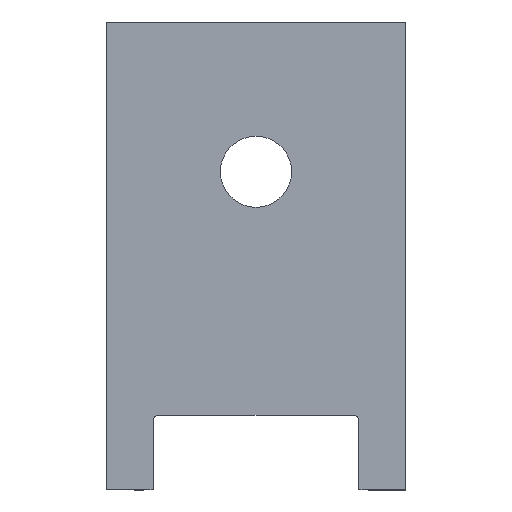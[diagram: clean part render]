
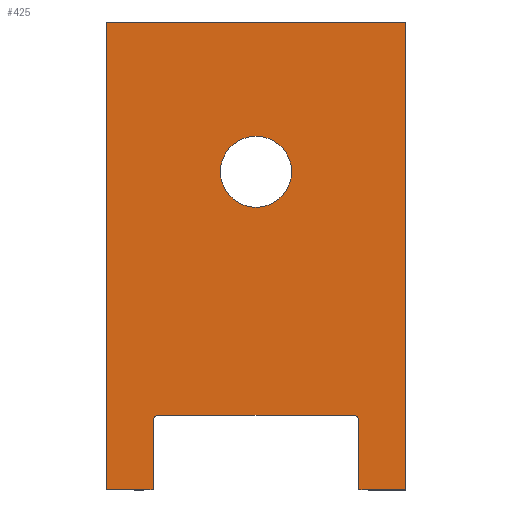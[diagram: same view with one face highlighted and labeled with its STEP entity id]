
A CAD part, front view. The second image highlights one B-rep face of the part: STEP entity #425.
In plain terms, the highlighted planar face has unit normal (0, -1, 0).
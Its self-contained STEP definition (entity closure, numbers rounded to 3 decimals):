
#70=CARTESIAN_POINT('',(5.412,-1.,3.912));
#71=VERTEX_POINT('',#70);
#80=CARTESIAN_POINT('',(5.2,-1.,4.));
#81=VERTEX_POINT('',#80);
#82=CARTESIAN_POINT('',(5.2,-1.,3.7));
#83=DIRECTION('',(0.,-1.0,0.));
#84=DIRECTION('',(0.707,0.,0.707));
#85=AXIS2_PLACEMENT_3D('',#82,#83,#84);
#86=CIRCLE('',#85,0.3);
#87=EDGE_CURVE('',#71,#81,#86,.T.);
#112=CARTESIAN_POINT('',(-5.412,-1.,3.912));
#113=VERTEX_POINT('',#112);
#122=CARTESIAN_POINT('',(-5.5,-1.,3.7));
#123=VERTEX_POINT('',#122);
#124=CARTESIAN_POINT('',(-5.2,-1.,3.7));
#125=DIRECTION('',(0.,-1.0,0.));
#126=DIRECTION('',(-0.707,0.,0.707));
#127=AXIS2_PLACEMENT_3D('',#124,#125,#126);
#128=CIRCLE('',#127,0.3);
#129=EDGE_CURVE('',#113,#123,#128,.T.);
#154=CARTESIAN_POINT('',(0.,-1.,18.9));
#155=VERTEX_POINT('',#154);
#164=CARTESIAN_POINT('',(0.,-1.,15.1));
#165=VERTEX_POINT('',#164);
#166=CARTESIAN_POINT('',(0.,-1.,17.0));
#167=DIRECTION('',(0.0,1.0,0.0));
#168=DIRECTION('',(0.0,0.0,1.0));
#169=AXIS2_PLACEMENT_3D('',#166,#167,#168);
#170=CIRCLE('',#169,1.9);
#171=EDGE_CURVE('',#165,#155,#170,.T.);
#197=CARTESIAN_POINT('',(-5.5,-1.,0.0));
#198=VERTEX_POINT('',#197);
#199=CARTESIAN_POINT('',(-5.5,-1.,0.0));
#200=DIRECTION('',(0.0,0.0,1.0));
#201=VECTOR('',#200,3.7);
#202=LINE('',#199,#201);
#203=EDGE_CURVE('',#198,#123,#202,.T.);
#229=CARTESIAN_POINT('',(5.5,-1.,3.7));
#230=VERTEX_POINT('',#229);
#245=CARTESIAN_POINT('',(5.5,-1.0,0.0));
#246=VERTEX_POINT('',#245);
#253=CARTESIAN_POINT('',(5.5,-1.,3.7));
#254=DIRECTION('',(0.0,0.0,-1.0));
#255=VECTOR('',#254,3.7);
#256=LINE('',#253,#255);
#257=EDGE_CURVE('',#230,#246,#256,.T.);
#344=CARTESIAN_POINT('',(-8.,-1.,25.));
#345=DIRECTION('',(0.0,-1.0,0.0));
#346=DIRECTION('',(0.0,0.0,-1.0));
#347=AXIS2_PLACEMENT_3D('',#344,#345,#346);
#348=PLANE('',#347);
#349=ORIENTED_EDGE('',*,*,#203,.T.);
#350=ORIENTED_EDGE('',*,*,#129,.F.);
#351=CARTESIAN_POINT('',(-5.2,-1.,4.0));
#352=VERTEX_POINT('',#351);
#353=CARTESIAN_POINT('',(-5.2,-1.,3.7));
#354=DIRECTION('',(0.,-1.0,0.));
#355=DIRECTION('',(-0.707,0.,0.707));
#356=AXIS2_PLACEMENT_3D('',#353,#354,#355);
#357=CIRCLE('',#356,0.3);
#358=EDGE_CURVE('',#352,#113,#357,.T.);
#359=ORIENTED_EDGE('',*,*,#358,.F.);
#360=CARTESIAN_POINT('',(-5.2,-1.,4.0));
#361=DIRECTION('',(1.0,0.0,0.0));
#362=VECTOR('',#361,10.4);
#363=LINE('',#360,#362);
#364=EDGE_CURVE('',#352,#81,#363,.T.);
#365=ORIENTED_EDGE('',*,*,#364,.T.);
#366=ORIENTED_EDGE('',*,*,#87,.F.);
#367=CARTESIAN_POINT('',(5.2,-1.,3.7));
#368=DIRECTION('',(0.,-1.0,0.));
#369=DIRECTION('',(0.707,0.,0.707));
#370=AXIS2_PLACEMENT_3D('',#367,#368,#369);
#371=CIRCLE('',#370,0.3);
#372=EDGE_CURVE('',#230,#71,#371,.T.);
#373=ORIENTED_EDGE('',*,*,#372,.F.);
#374=ORIENTED_EDGE('',*,*,#257,.T.);
#375=CARTESIAN_POINT('',(8.,-1.0,0.0));
#376=VERTEX_POINT('',#375);
#377=CARTESIAN_POINT('',(5.5,-1.0,0.0));
#378=DIRECTION('',(1.0,0.0,0.0));
#379=VECTOR('',#378,2.5);
#380=LINE('',#377,#379);
#381=EDGE_CURVE('',#246,#376,#380,.T.);
#382=ORIENTED_EDGE('',*,*,#381,.T.);
#383=CARTESIAN_POINT('',(8.,-1.,25.0));
#384=VERTEX_POINT('',#383);
#385=CARTESIAN_POINT('',(8.,-1.,25.0));
#386=DIRECTION('',(0.0,0.0,-1.0));
#387=VECTOR('',#386,25.0);
#388=LINE('',#385,#387);
#389=EDGE_CURVE('',#384,#376,#388,.T.);
#390=ORIENTED_EDGE('',*,*,#389,.F.);
#391=CARTESIAN_POINT('',(-8.,-1.,25.));
#392=VERTEX_POINT('',#391);
#393=CARTESIAN_POINT('',(-8.,-1.,25.));
#394=DIRECTION('',(1.0,0.0,0.0));
#395=VECTOR('',#394,16.0);
#396=LINE('',#393,#395);
#397=EDGE_CURVE('',#392,#384,#396,.T.);
#398=ORIENTED_EDGE('',*,*,#397,.F.);
#399=CARTESIAN_POINT('',(-8.0,-1.0,0.0));
#400=VERTEX_POINT('',#399);
#401=CARTESIAN_POINT('',(-8.,-1.,25.));
#402=DIRECTION('',(0.0,0.0,-1.0));
#403=VECTOR('',#402,25.);
#404=LINE('',#401,#403);
#405=EDGE_CURVE('',#392,#400,#404,.T.);
#406=ORIENTED_EDGE('',*,*,#405,.T.);
#407=CARTESIAN_POINT('',(-8.0,-1.0,0.0));
#408=DIRECTION('',(1.0,0.0,0.0));
#409=VECTOR('',#408,2.5);
#410=LINE('',#407,#409);
#411=EDGE_CURVE('',#400,#198,#410,.T.);
#412=ORIENTED_EDGE('',*,*,#411,.T.);
#413=EDGE_LOOP('',(#349,#350,#359,#365,#366,#373,#374,#382,#390,#398,#406,#412));
#414=FACE_OUTER_BOUND('',#413,.T.);
#415=CARTESIAN_POINT('',(0.,-1.,17.0));
#416=DIRECTION('',(0.0,1.0,0.0));
#417=DIRECTION('',(0.0,0.0,1.0));
#418=AXIS2_PLACEMENT_3D('',#415,#416,#417);
#419=CIRCLE('',#418,1.9);
#420=EDGE_CURVE('',#155,#165,#419,.T.);
#421=ORIENTED_EDGE('',*,*,#420,.T.);
#422=ORIENTED_EDGE('',*,*,#171,.T.);
#423=EDGE_LOOP('',(#421,#422));
#424=FACE_BOUND('',#423,.T.);
#425=ADVANCED_FACE('',(#414,#424),#348,.T.);
